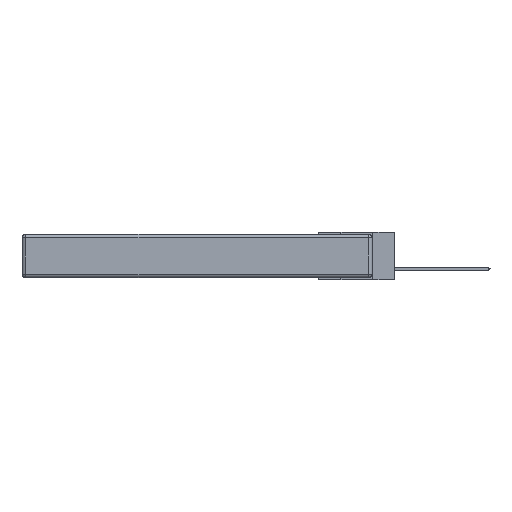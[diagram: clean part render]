
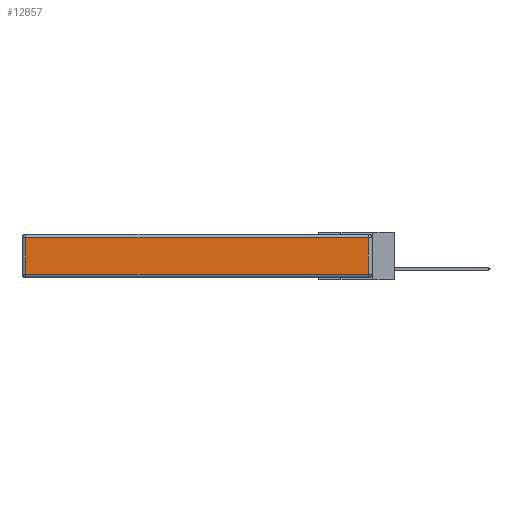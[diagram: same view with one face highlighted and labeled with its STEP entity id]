
A CAD part, left-side view. The second image highlights one B-rep face of the part: STEP entity #12857.
In plain terms, the highlighted planar face has unit normal (-1, 0, 0).
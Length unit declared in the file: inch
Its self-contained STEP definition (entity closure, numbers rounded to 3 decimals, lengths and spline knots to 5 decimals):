
#756 = ORIENTED_EDGE ( 'NONE', *, *, #8967, .T. ) ;
#1782 = VERTEX_POINT ( 'NONE', #10774 ) ;
#2205 = CARTESIAN_POINT ( 'NONE',  ( 0., 2.72, -0.03 ) ) ;
#3080 = DIRECTION ( 'NONE',  ( 0., 1., 0. ) ) ;
#3368 = LINE ( 'NONE', #7414, #6509 ) ;
#4433 = DIRECTION ( 'NONE',  ( 0., 0., 1. ) ) ;
#4926 = EDGE_CURVE ( 'NONE', #14624, #7009, #11063, .T. ) ;
#5462 = VERTEX_POINT ( 'NONE', #8371 ) ;
#6509 = VECTOR ( 'NONE', #11074, 39.37008 ) ;
#7009 = VERTEX_POINT ( 'NONE', #2205 ) ;
#7414 = CARTESIAN_POINT ( 'NONE',  ( 0., 0., -0.313 ) ) ;
#7588 = EDGE_CURVE ( 'NONE', #7009, #5462, #18513, .T. ) ;
#7969 = LINE ( 'NONE', #19683, #17964 ) ;
#7996 = EDGE_LOOP ( 'NONE', ( #756, #11670, #13880, #16709 ) ) ;
#8371 = CARTESIAN_POINT ( 'NONE',  ( 0., 2.72, -0.313 ) ) ;
#8967 = EDGE_CURVE ( 'NONE', #5462, #1782, #3368, .T. ) ;
#9817 = AXIS2_PLACEMENT_3D ( 'NONE', #17504, #19206, #19014 ) ;
#10774 = CARTESIAN_POINT ( 'NONE',  ( 0., 0.03, -0.313 ) ) ;
#10846 = FACE_OUTER_BOUND ( 'NONE', #7996, .T. ) ;
#11063 = LINE ( 'NONE', #18334, #11753 ) ;
#11074 = DIRECTION ( 'NONE',  ( 0., -1., 0. ) ) ;
#11670 = ORIENTED_EDGE ( 'NONE', *, *, #17640, .T. ) ;
#11753 = VECTOR ( 'NONE', #3080, 39.37008 ) ;
#12857 = ADVANCED_FACE ( 'NONE', ( #10846 ), #14500, .T. ) ;
#13648 = DIRECTION ( 'NONE',  ( 0., 0., -1. ) ) ;
#13880 = ORIENTED_EDGE ( 'NONE', *, *, #4926, .T. ) ;
#14500 = PLANE ( 'NONE',  #9817 ) ;
#14524 = CARTESIAN_POINT ( 'NONE',  ( 0., 2.72, -0.343 ) ) ;
#14624 = VERTEX_POINT ( 'NONE', #18889 ) ;
#16709 = ORIENTED_EDGE ( 'NONE', *, *, #7588, .T. ) ;
#17504 = CARTESIAN_POINT ( 'NONE',  ( 0., 0., -0.343 ) ) ;
#17640 = EDGE_CURVE ( 'NONE', #1782, #14624, #7969, .T. ) ;
#17779 = VECTOR ( 'NONE', #13648, 39.37008 ) ;
#17964 = VECTOR ( 'NONE', #4433, 39.37008 ) ;
#18334 = CARTESIAN_POINT ( 'NONE',  ( 0., 2.75, -0.03 ) ) ;
#18513 = LINE ( 'NONE', #14524, #17779 ) ;
#18889 = CARTESIAN_POINT ( 'NONE',  ( 0., 0.03, -0.03 ) ) ;
#19014 = DIRECTION ( 'NONE',  ( 0., 0., 1. ) ) ;
#19206 = DIRECTION ( 'NONE',  ( -1., 0., 0. ) ) ;
#19683 = CARTESIAN_POINT ( 'NONE',  ( 0., 0.03, -0.343 ) ) ;
